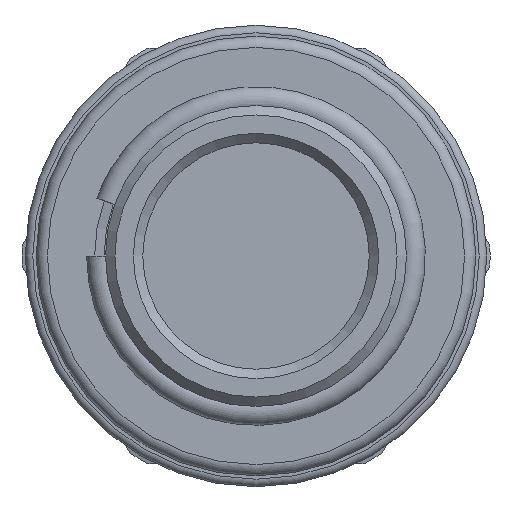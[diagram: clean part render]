
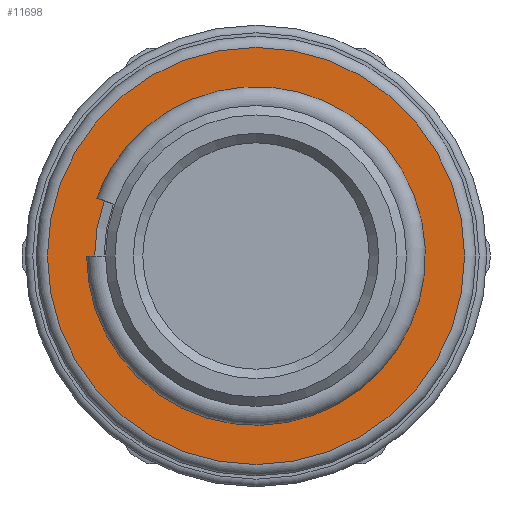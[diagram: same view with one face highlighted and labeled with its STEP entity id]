
A CAD part, left-side view. The second image highlights one B-rep face of the part: STEP entity #11698.
In plain terms, the highlighted planar face has unit normal (-1, 0, 0).
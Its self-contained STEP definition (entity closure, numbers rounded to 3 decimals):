
#5932=ORIENTED_EDGE('',*,*,#7763,.T.);
#5933=ORIENTED_EDGE('',*,*,#7764,.T.);
#7763=EDGE_CURVE('',#8980,#8980,#9254,.T.);
#7764=EDGE_CURVE('',#8981,#8981,#9255,.F.);
#8980=VERTEX_POINT('',#93128);
#8981=VERTEX_POINT('',#93131);
#9254=CIRCLE('',#17049,11.05);
#9255=CIRCLE('',#17051,8.55);
#10009=EDGE_LOOP('',(#5932));
#10010=EDGE_LOOP('',(#5933));
#10776=FACE_BOUND('',#10009,.T.);
#10777=FACE_BOUND('',#10010,.T.);
#11028=PLANE('',#17050);
#11698=ADVANCED_FACE('',(#10776,#10777),#11028,.T.);
#17049=AXIS2_PLACEMENT_3D('',#93127,#18614,#18615);
#17050=AXIS2_PLACEMENT_3D('',#93129,#18616,#18617);
#17051=AXIS2_PLACEMENT_3D('',#93130,#18618,#18619);
#18614=DIRECTION('',(-1.,0.,0.));
#18615=DIRECTION('',(0.,0.,1.));
#18616=DIRECTION('',(-1.,0.,0.));
#18617=DIRECTION('',(0.,0.,1.));
#18618=DIRECTION('',(-1.,0.,0.));
#18619=DIRECTION('',(0.,0.,1.));
#93127=CARTESIAN_POINT('',(3.5,0.,0.));
#93128=CARTESIAN_POINT('',(3.5,0.,11.05));
#93129=CARTESIAN_POINT('',(3.5,8.55,0.));
#93130=CARTESIAN_POINT('',(3.5,0.,0.));
#93131=CARTESIAN_POINT('',(3.5,0.,8.55));
